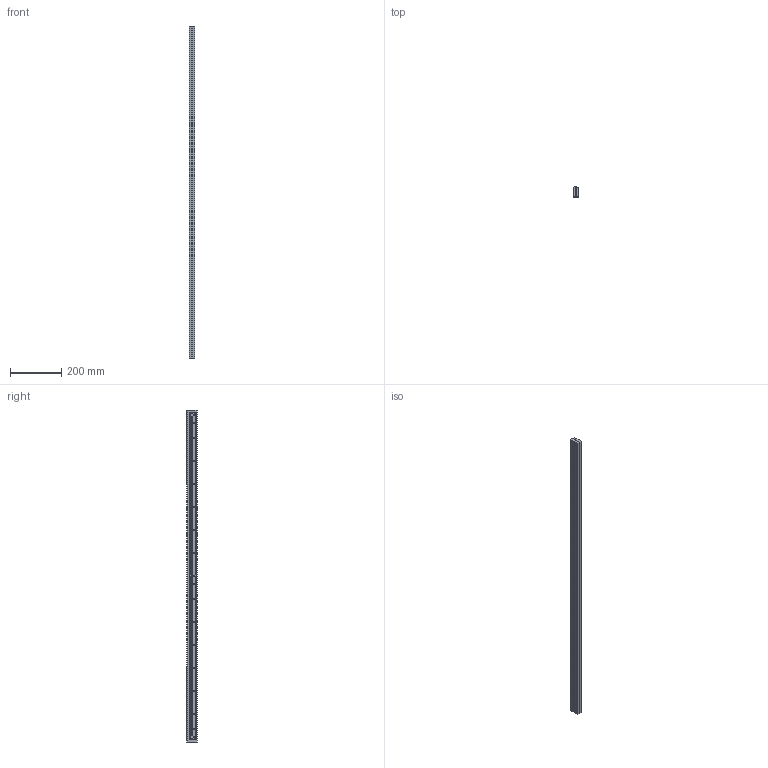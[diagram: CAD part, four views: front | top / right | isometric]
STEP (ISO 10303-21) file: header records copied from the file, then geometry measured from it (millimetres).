
FILE_DESCRIPTION(/* description */ (''),/* implementation_level */ '2;1');
FILE_NAME(/* name */ '200.00.stp',/* time_stamp */ '2017-11-15T12:27:19+03:00',/* author */ (''),/* organization */ (''),/* preprocessor_version */ 'ST-DEVELOPER v16',/* originating_system */ 'SIEMENS PLM Software NX 11.0',/* authorisation */ '');
FILE_SCHEMA (('AUTOMOTIVE_DESIGN { 1 0 10303 214 3 1 1 1 }'));
Length unit declared in the file: millimetre
Products named in the file (5): SCREW_M5_GOST_11738_84; Prokladka; 200.02; 200.01; 200.00
Assembly tree (18 placements, depth 2):
  200.00
    200.01
    200.02
    Prokladka
    SCREW_M5_GOST_11738_84  x15
Bounding box: 21 x 40 x 1300 mm (x, y, z)
Volume: 966532.1 mm3; surface area: 375091.2 mm2
Topology: 18 solids, 18 shells, 858 faces, 2270 edges, 1482 vertices
Faces by surface type: plane 371, cylinder 256, cone 216, torus 15
Full cylindrical faces by diameter (mm): 1 x125, 3 x3, 4 x18, 4.2 x15, 4.5 x3, 5 x15, 5.5 x15, 6 x15, 8.5 x15, 9 x15
Entity records: 10878 total; most frequent: DIRECTION 1944, CARTESIAN_POINT 1686, ORIENTED_EDGE 1334, EDGE_LOOP 1014, FACE_BOUND 942, AXIS2_PLACEMENT_3D 902, EDGE_CURVE 667, VERTEX_POINT 596
